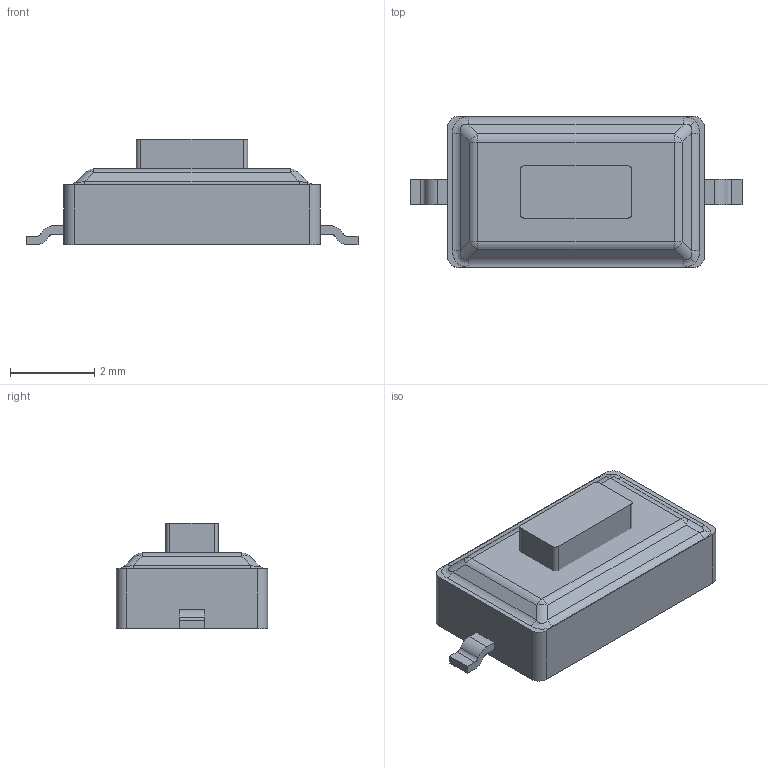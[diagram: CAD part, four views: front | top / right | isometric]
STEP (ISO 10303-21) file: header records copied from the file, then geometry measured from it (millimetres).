
FILE_DESCRIPTION (( 'STEP AP214' ), '1' );
FILE_NAME ('Yuandi TS-1092S-B3D2-G.STEP', '2023-01-30T18:21:48', ( '' ), ( '' ), 'SwSTEP 2.0', 'SolidWorks 2019', '' );
FILE_SCHEMA (( 'AUTOMOTIVE_DESIGN' ));
Length unit declared in the file: millimetre
Products named in the file (1): Yuandi TS-1092S-B3D2-G
Bounding box: 7.9 x 3.6 x 2.5 mm (x, y, z)
Volume: 45.6 mm3; surface area: 102.3 mm2
Topology: 4 solids, 4 shells, 71 faces, 166 edges, 104 vertices
Faces by surface type: plane 33, cylinder 28, bspline 6, sphere 4
Entity records: 2381 total; most frequent: CARTESIAN_POINT 444, DIRECTION 340, ORIENTED_EDGE 332, EDGE_CURVE 166, AXIS2_PLACEMENT_3D 120, VERTEX_POINT 104, VECTOR 100, LINE 100
